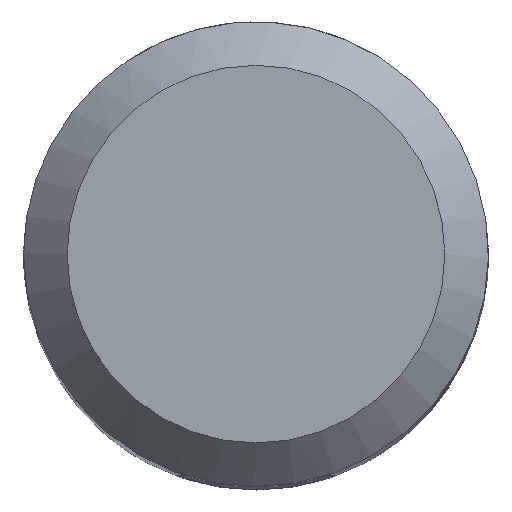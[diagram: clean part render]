
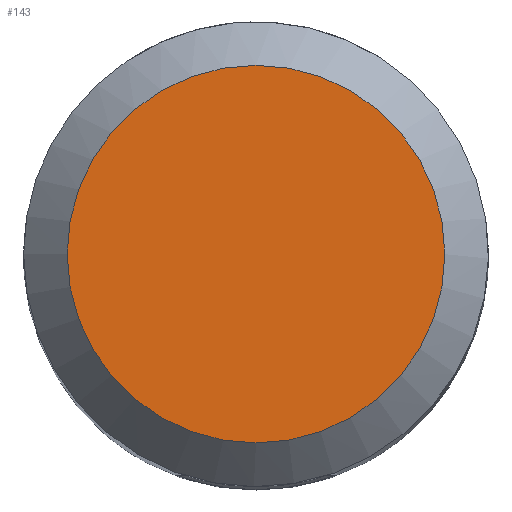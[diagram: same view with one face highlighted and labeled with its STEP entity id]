
A CAD part, top view. The second image highlights one B-rep face of the part: STEP entity #143.
In plain terms, the highlighted planar face has unit normal (0, 0, 1).
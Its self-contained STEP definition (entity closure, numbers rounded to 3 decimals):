
#36=PLANE('',#696);
#143=ADVANCED_FACE('',(#189),#36,.F.);
#189=FACE_OUTER_BOUND('',#232,.T.);
#232=EDGE_LOOP('',(#373));
#373=ORIENTED_EDGE('',*,*,#532,.F.);
#477=VERTEX_POINT('',#1062);
#532=EDGE_CURVE('',#477,#477,#605,.T.);
#605=CIRCLE('',#674,6.5);
#674=AXIS2_PLACEMENT_3D('',#1061,#769,#770);
#696=AXIS2_PLACEMENT_3D('',#1218,#827,#828);
#769=DIRECTION('',(0.,0.,-1.));
#770=DIRECTION('',(-1.,0.,0.));
#827=DIRECTION('',(0.,0.,-1.));
#828=DIRECTION('',(1.,0.,0.));
#1061=CARTESIAN_POINT('',(0.,0.,0.));
#1062=CARTESIAN_POINT('',(-6.5,0.,0.));
#1218=CARTESIAN_POINT('',(0.,6.5,0.));
